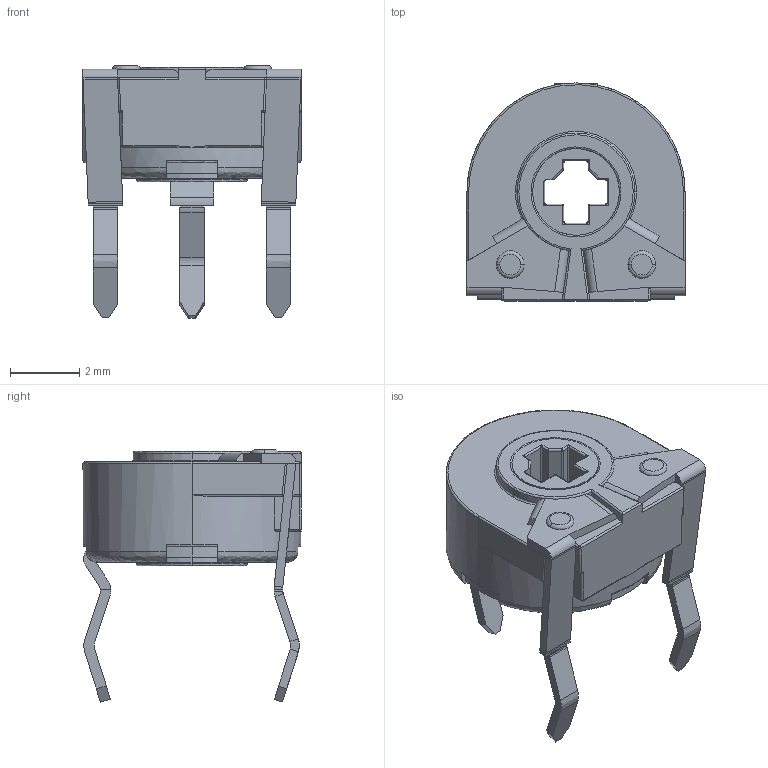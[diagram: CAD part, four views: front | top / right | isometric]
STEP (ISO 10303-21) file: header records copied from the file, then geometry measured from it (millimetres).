
FILE_DESCRIPTION (( 'STEP AP214' ), '1' );
FILE_NAME ('User Library-RES_PT6-3.STEP', '2019-04-15T10:30:27', ( '' ), ( '' ), 'SwSTEP 2.0', 'SolidWorks 2019', '' );
FILE_SCHEMA (( 'AUTOMOTIVE_DESIGN' ));
Length unit declared in the file: centimetre
Products named in the file (1): User Library-RES_PT6-3
Bounding box: 6.3 x 6.3 x 7.29 mm (x, y, z)
Volume: 94.6 mm3; surface area: 196.2 mm2
Topology: 1 solids, 1 shells, 340 faces, 853 edges, 490 vertices
Faces by surface type: plane 137, cylinder 112, bspline 75, cone 16
Entity records: 17166 total; most frequent: CARTESIAN_POINT 6124, ORIENTED_EDGE 1644, DIRECTION 1321, EDGE_CURVE 822, VERTEX_POINT 490, AXIS2_PLACEMENT_3D 442, VECTOR 437, LINE 437
